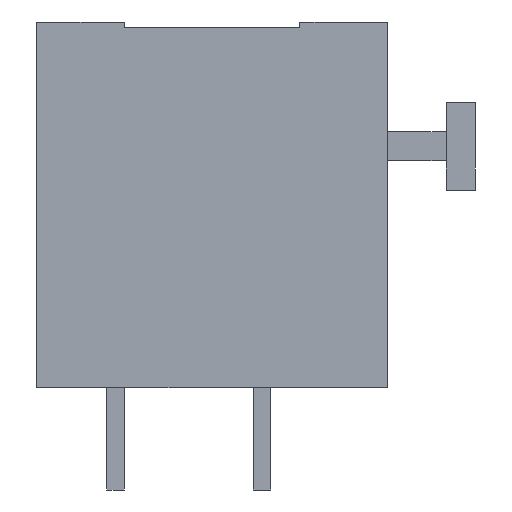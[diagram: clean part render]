
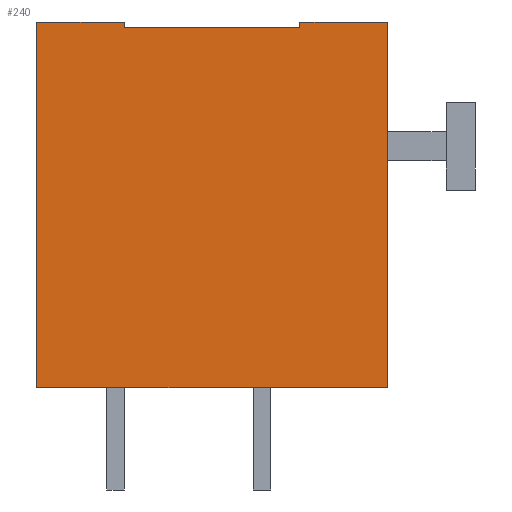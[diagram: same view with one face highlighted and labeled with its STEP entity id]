
A CAD part, front view. The second image highlights one B-rep face of the part: STEP entity #240.
In plain terms, the highlighted planar face has unit normal (0, -1, 0).
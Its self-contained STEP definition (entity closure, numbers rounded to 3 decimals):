
#240=ADVANCED_FACE('',(#430),#431,.F.);
#430=FACE_OUTER_BOUND('',#588,.T.);
#431=PLANE('',#589);
#588=EDGE_LOOP('',(#970,#971,#972,#973,#974,#975,#976,#977));
#589=AXIS2_PLACEMENT_3D('',#978,#979,#980);
#970=ORIENTED_EDGE('',*,*,#1154,.F.);
#971=ORIENTED_EDGE('',*,*,#1146,.F.);
#972=ORIENTED_EDGE('',*,*,#1130,.T.);
#973=ORIENTED_EDGE('',*,*,#1152,.T.);
#974=ORIENTED_EDGE('',*,*,#1137,.F.);
#975=ORIENTED_EDGE('',*,*,#1150,.F.);
#976=ORIENTED_EDGE('',*,*,#1155,.F.);
#977=ORIENTED_EDGE('',*,*,#1156,.T.);
#978=CARTESIAN_POINT('',(-25.0,-2.5,20.139));
#979=DIRECTION('',(0.0,1.0,0.0));
#980=DIRECTION('',(0.0,0.0,1.0));
#1130=EDGE_CURVE('',#1346,#1344,#1347,.T.);
#1137=EDGE_CURVE('',#1357,#1352,#1359,.T.);
#1146=EDGE_CURVE('',#1346,#1372,#1373,.T.);
#1150=EDGE_CURVE('',#1376,#1357,#1378,.T.);
#1152=EDGE_CURVE('',#1344,#1352,#1380,.T.);
#1154=EDGE_CURVE('',#1372,#1382,#1383,.T.);
#1155=EDGE_CURVE('',#1384,#1376,#1385,.T.);
#1156=EDGE_CURVE('',#1384,#1382,#1386,.T.);
#1344=VERTEX_POINT('',#1658);
#1346=VERTEX_POINT('',#1661);
#1347=LINE('',#1662,#1663);
#1352=VERTEX_POINT('',#1670);
#1357=VERTEX_POINT('',#1677);
#1359=LINE('',#1680,#1681);
#1372=VERTEX_POINT('',#1700);
#1373=LINE('',#1701,#1702);
#1376=VERTEX_POINT('',#1706);
#1378=LINE('',#1709,#1710);
#1380=LINE('',#1712,#1713);
#1382=VERTEX_POINT('',#1715);
#1383=LINE('',#1716,#1717);
#1384=VERTEX_POINT('',#1718);
#1385=LINE('',#1719,#1720);
#1386=LINE('',#1721,#1722);
#1658=CARTESIAN_POINT('',(-25.0,-2.5,7.639));
#1661=CARTESIAN_POINT('',(-25.0,-2.5,20.139));
#1662=CARTESIAN_POINT('',(-25.0,-2.5,20.139));
#1663=VECTOR('',#1821,1.0);
#1670=CARTESIAN_POINT('',(-13.0,-2.5,7.639));
#1677=CARTESIAN_POINT('',(-13.0,-2.5,20.139));
#1680=CARTESIAN_POINT('',(-13.0,-2.5,20.139));
#1681=VECTOR('',#1827,1.0);
#1700=CARTESIAN_POINT('',(-22.0,-2.5,20.139));
#1701=CARTESIAN_POINT('',(-25.0,-2.5,20.139));
#1702=VECTOR('',#1834,1.0);
#1706=CARTESIAN_POINT('',(-16.0,-2.5,20.139));
#1709=CARTESIAN_POINT('',(-25.0,-2.5,20.139));
#1710=VECTOR('',#1837,1.0);
#1712=CARTESIAN_POINT('',(-25.0,-2.5,7.639));
#1713=VECTOR('',#1838,1.0);
#1715=CARTESIAN_POINT('',(-22.0,-2.5,19.939));
#1716=CARTESIAN_POINT('',(-22.0,-2.5,20.139));
#1717=VECTOR('',#1839,1.0);
#1718=CARTESIAN_POINT('',(-16.0,-2.5,19.939));
#1719=CARTESIAN_POINT('',(-16.0,-2.5,20.139));
#1720=VECTOR('',#1840,1.0);
#1721=CARTESIAN_POINT('',(-25.0,-2.5,19.939));
#1722=VECTOR('',#1841,1.0);
#1821=DIRECTION('',(0.0,0.0,-1.0));
#1827=DIRECTION('',(0.0,0.0,-1.0));
#1834=DIRECTION('',(1.0,0.0,0.0));
#1837=DIRECTION('',(1.0,0.0,0.0));
#1838=DIRECTION('',(1.0,0.0,0.0));
#1839=DIRECTION('',(0.0,0.0,-1.0));
#1840=DIRECTION('',(0.0,0.0,1.0));
#1841=DIRECTION('',(-1.0,0.0,0.0));
